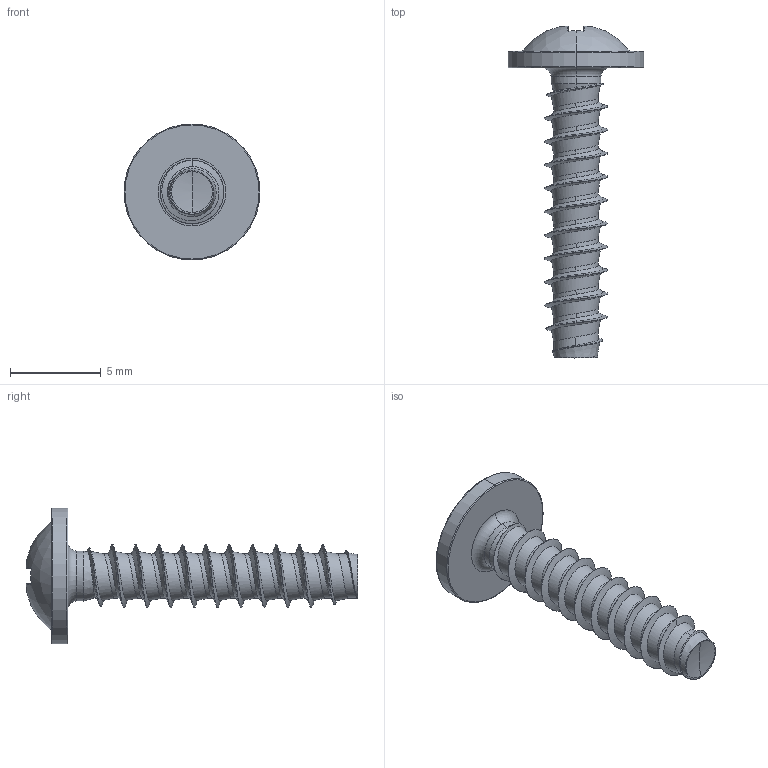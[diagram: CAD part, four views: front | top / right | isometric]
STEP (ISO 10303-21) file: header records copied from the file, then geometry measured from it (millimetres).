
FILE_DESCRIPTION (( 'STEP AP203' ), '1' );
FILE_NAME ('STP210350160.STEP', '2017-08-14T17:22:33', ( '' ), ( '' ), 'SwSTEP 2.0', 'SolidWorks 2015', '' );
FILE_SCHEMA (( 'CONFIG_CONTROL_DESIGN' ));
Length unit declared in the file: millimetre
Products named in the file (1): STP210350160
Bounding box: 7.5 x 18.31 x 7.5 mm (x, y, z)
Volume: 146.3 mm3; surface area: 324.3 mm2
Topology: 1 solids, 1 shells, 195 faces, 467 edges, 275 vertices
Faces by surface type: bspline 55, cylinder 50, plane 31, torus 30, sphere 20, cone 9
Entity records: 23335 total; most frequent: CARTESIAN_POINT 19248, ORIENTED_EDGE 930, DIRECTION 753, EDGE_CURVE 465, AXIS2_PLACEMENT_3D 329, VERTEX_POINT 275, EDGE_LOOP 198, ADVANCED_FACE 195
